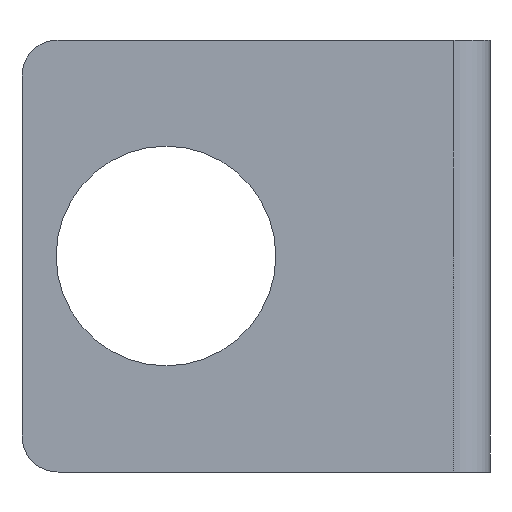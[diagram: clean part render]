
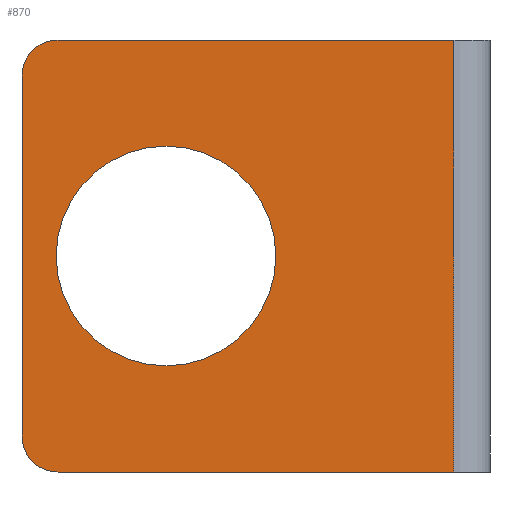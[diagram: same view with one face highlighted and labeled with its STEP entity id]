
A CAD part, left-side view. The second image highlights one B-rep face of the part: STEP entity #870.
In plain terms, the highlighted planar face has unit normal (-1, 0, 0).
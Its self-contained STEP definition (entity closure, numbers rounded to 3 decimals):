
#2 = CARTESIAN_POINT ( 'NONE',  ( 0., 0., 12. ) ) ;
#4 = VECTOR ( 'NONE', #198, 1000. ) ;
#11 = DIRECTION ( 'NONE',  ( 0., -1., 0. ) ) ;
#14 = VECTOR ( 'NONE', #654, 1000. ) ;
#59 = AXIS2_PLACEMENT_3D ( 'NONE', #882, #440, #11 ) ;
#93 = VECTOR ( 'NONE', #836, 1000. ) ;
#117 = ORIENTED_EDGE ( 'NONE', *, *, #745, .T. ) ;
#124 = CIRCLE ( 'NONE', #552, 6.1 ) ;
#126 = EDGE_CURVE ( 'NONE', #777, #380, #841, .T. ) ;
#145 = EDGE_CURVE ( 'NONE', #652, #875, #441, .T. ) ;
#156 = ORIENTED_EDGE ( 'NONE', *, *, #853, .F. ) ;
#175 = DIRECTION ( 'NONE',  ( -1., 0., 0. ) ) ;
#184 = DIRECTION ( 'NONE',  ( 0., -1., 0. ) ) ;
#192 = ORIENTED_EDGE ( 'NONE', *, *, #145, .T. ) ;
#198 = DIRECTION ( 'NONE',  ( 0., 0., 1. ) ) ;
#201 = DIRECTION ( 'NONE',  ( -1., 0., 0. ) ) ;
#203 = LINE ( 'NONE', #2, #14 ) ;
#245 = AXIS2_PLACEMENT_3D ( 'NONE', #397, #906, #472 ) ;
#254 = VECTOR ( 'NONE', #184, 1000. ) ;
#289 = LINE ( 'NONE', #463, #93 ) ;
#293 = EDGE_LOOP ( 'NONE', ( #685, #156 ) ) ;
#299 = FACE_BOUND ( 'NONE', #293, .T. ) ;
#380 = VERTEX_POINT ( 'NONE', #434 ) ;
#385 = ORIENTED_EDGE ( 'NONE', *, *, #422, .F. ) ;
#388 = CARTESIAN_POINT ( 'NONE',  ( 0., -8., 0. ) ) ;
#397 = CARTESIAN_POINT ( 'NONE',  ( 0., -2., 10. ) ) ;
#406 = ORIENTED_EDGE ( 'NONE', *, *, #587, .F. ) ;
#411 = CIRCLE ( 'NONE', #59, 2. ) ;
#415 = CARTESIAN_POINT ( 'NONE',  ( 0., 0., -12. ) ) ;
#422 = EDGE_CURVE ( 'NONE', #461, #380, #579, .T. ) ;
#434 = CARTESIAN_POINT ( 'NONE',  ( 0., 0., 10. ) ) ;
#440 = DIRECTION ( 'NONE',  ( -1., 0., 0. ) ) ;
#441 = LINE ( 'NONE', #760, #254 ) ;
#447 = CARTESIAN_POINT ( 'NONE',  ( 0., -8., 6.1 ) ) ;
#449 = VERTEX_POINT ( 'NONE', #709 ) ;
#460 = DIRECTION ( 'NONE',  ( 0., -1., 0. ) ) ;
#461 = VERTEX_POINT ( 'NONE', #861 ) ;
#463 = CARTESIAN_POINT ( 'NONE',  ( 0., -24., -12. ) ) ;
#469 = FACE_OUTER_BOUND ( 'NONE', #793, .T. ) ;
#472 = DIRECTION ( 'NONE',  ( 0., -1., 0. ) ) ;
#474 = EDGE_CURVE ( 'NONE', #449, #596, #752, .T. ) ;
#482 = AXIS2_PLACEMENT_3D ( 'NONE', #636, #201, #712 ) ;
#538 = CARTESIAN_POINT ( 'NONE',  ( 0., -24., -12. ) ) ;
#542 = CARTESIAN_POINT ( 'NONE',  ( 0., -24., 12. ) ) ;
#552 = AXIS2_PLACEMENT_3D ( 'NONE', #388, #894, #460 ) ;
#579 = LINE ( 'NONE', #415, #4 ) ;
#587 = EDGE_CURVE ( 'NONE', #777, #701, #203, .T. ) ;
#596 = VERTEX_POINT ( 'NONE', #447 ) ;
#605 = PLANE ( 'NONE',  #697 ) ;
#636 = CARTESIAN_POINT ( 'NONE',  ( 0., -8., 0. ) ) ;
#652 = VERTEX_POINT ( 'NONE', #676 ) ;
#654 = DIRECTION ( 'NONE',  ( 0., -1., 0. ) ) ;
#676 = CARTESIAN_POINT ( 'NONE',  ( 0., -2., -12. ) ) ;
#680 = DIRECTION ( 'NONE',  ( 0., -1., 0. ) ) ;
#685 = ORIENTED_EDGE ( 'NONE', *, *, #474, .F. ) ;
#697 = AXIS2_PLACEMENT_3D ( 'NONE', #749, #175, #680 ) ;
#701 = VERTEX_POINT ( 'NONE', #542 ) ;
#704 = EDGE_CURVE ( 'NONE', #875, #701, #289, .T. ) ;
#709 = CARTESIAN_POINT ( 'NONE',  ( 0., -8., -6.1 ) ) ;
#712 = DIRECTION ( 'NONE',  ( 0., -1., 0. ) ) ;
#732 = CARTESIAN_POINT ( 'NONE',  ( 0., -2., 12. ) ) ;
#745 = EDGE_CURVE ( 'NONE', #461, #652, #411, .T. ) ;
#749 = CARTESIAN_POINT ( 'NONE',  ( 0., 0., -12. ) ) ;
#752 = CIRCLE ( 'NONE', #482, 6.1 ) ;
#760 = CARTESIAN_POINT ( 'NONE',  ( 0., 0., -12. ) ) ;
#777 = VERTEX_POINT ( 'NONE', #732 ) ;
#792 = ORIENTED_EDGE ( 'NONE', *, *, #126, .T. ) ;
#793 = EDGE_LOOP ( 'NONE', ( #385, #117, #192, #915, #406, #792 ) ) ;
#836 = DIRECTION ( 'NONE',  ( 0., 0., 1. ) ) ;
#841 = CIRCLE ( 'NONE', #245, 2. ) ;
#853 = EDGE_CURVE ( 'NONE', #596, #449, #124, .T. ) ;
#861 = CARTESIAN_POINT ( 'NONE',  ( 0., 0., -10. ) ) ;
#870 = ADVANCED_FACE ( 'PLANAR_0', ( #299, #469 ), #605, .T. ) ;
#875 = VERTEX_POINT ( 'NONE', #538 ) ;
#882 = CARTESIAN_POINT ( 'NONE',  ( 0., -2., -10. ) ) ;
#894 = DIRECTION ( 'NONE',  ( -1., 0., 0. ) ) ;
#906 = DIRECTION ( 'NONE',  ( -1., 0., 0. ) ) ;
#915 = ORIENTED_EDGE ( 'NONE', *, *, #704, .T. ) ;
